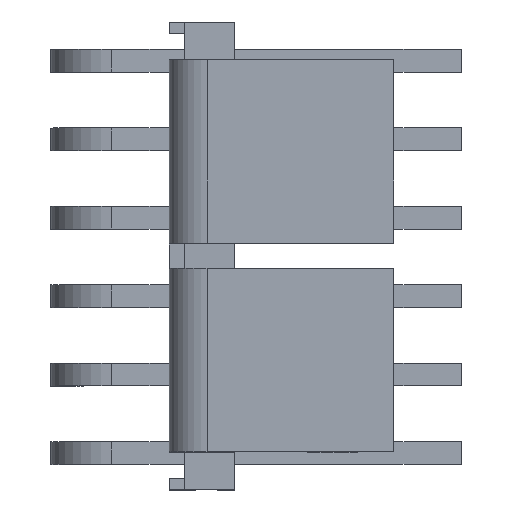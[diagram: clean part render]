
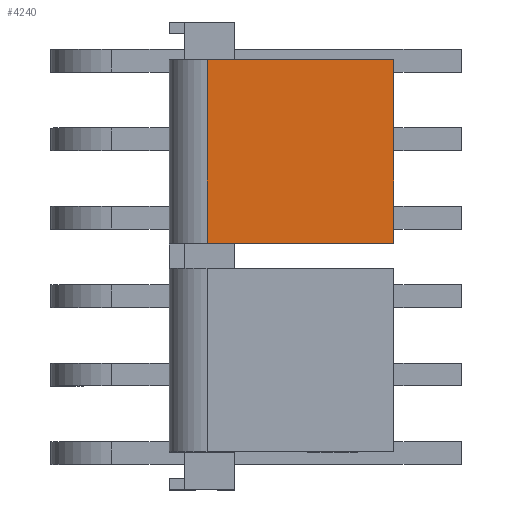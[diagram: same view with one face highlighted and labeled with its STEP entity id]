
A CAD part, top view. The second image highlights one B-rep face of the part: STEP entity #4240.
In plain terms, the highlighted planar face has unit normal (0, 0, 1).
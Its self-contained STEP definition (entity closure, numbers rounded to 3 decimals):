
#3008 = VERTEX_POINT('',#3009);
#3009 = CARTESIAN_POINT('',(7.288,-9.219,
    10.));
#3016 = EDGE_CURVE('',#3008,#3017,#3019,.T.);
#3017 = VERTEX_POINT('',#3018);
#3018 = CARTESIAN_POINT('',(16.711,-9.219,
    10.));
#3019 = LINE('',#3020,#3021);
#3020 = CARTESIAN_POINT('',(7.288,-9.219,
    10.));
#3021 = VECTOR('',#3022,1.);
#3022 = DIRECTION('',(1.,0.,0.));
#3271 = VERTEX_POINT('',#3272);
#3272 = CARTESIAN_POINT('',(16.711,0.052,
    10.));
#3278 = EDGE_CURVE('',#3279,#3271,#3281,.T.);
#3279 = VERTEX_POINT('',#3280);
#3280 = CARTESIAN_POINT('',(7.288,0.052,
    10.));
#3281 = LINE('',#3282,#3283);
#3282 = CARTESIAN_POINT('',(7.288,0.052,
    10.));
#3283 = VECTOR('',#3284,1.);
#3284 = DIRECTION('',(1.,0.,0.));
#4202 = EDGE_CURVE('',#3279,#3008,#4203,.T.);
#4203 = LINE('',#4204,#4205);
#4204 = CARTESIAN_POINT('',(7.288,0.052,
    10.));
#4205 = VECTOR('',#4206,1.);
#4206 = DIRECTION('',(0.,-1.,0.));
#4240 = ADVANCED_FACE('',(#4241),#4252,.T.);
#4241 = FACE_BOUND('',#4242,.F.);
#4242 = EDGE_LOOP('',(#4243,#4244,#4245,#4246));
#4243 = ORIENTED_EDGE('',*,*,#3016,.F.);
#4244 = ORIENTED_EDGE('',*,*,#4202,.F.);
#4245 = ORIENTED_EDGE('',*,*,#3278,.T.);
#4246 = ORIENTED_EDGE('',*,*,#4247,.T.);
#4247 = EDGE_CURVE('',#3271,#3017,#4248,.T.);
#4248 = LINE('',#4249,#4250);
#4249 = CARTESIAN_POINT('',(16.711,0.052,
    10.));
#4250 = VECTOR('',#4251,1.);
#4251 = DIRECTION('',(0.,-1.,0.));
#4252 = PLANE('',#4253);
#4253 = AXIS2_PLACEMENT_3D('',#4254,#4255,#4256);
#4254 = CARTESIAN_POINT('',(7.288,0.052,
    10.));
#4255 = DIRECTION('',(0.,0.,1.));
#4256 = DIRECTION('',(1.,0.,0.));
